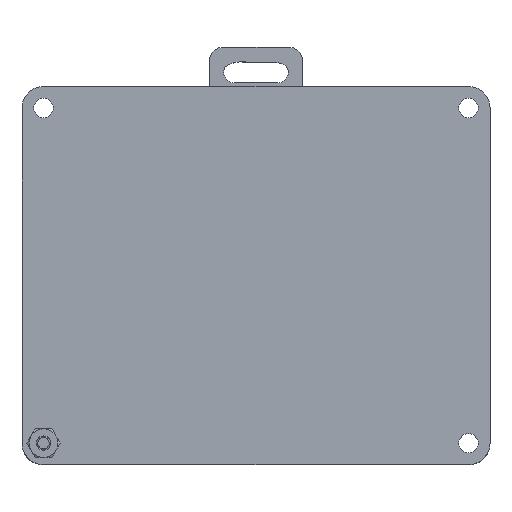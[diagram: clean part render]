
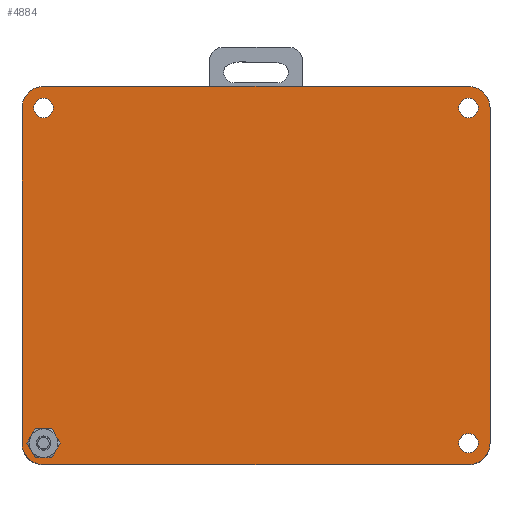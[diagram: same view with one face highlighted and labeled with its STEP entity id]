
A CAD part, top view. The second image highlights one B-rep face of the part: STEP entity #4884.
In plain terms, the highlighted planar face has unit normal (0, 0, 1).
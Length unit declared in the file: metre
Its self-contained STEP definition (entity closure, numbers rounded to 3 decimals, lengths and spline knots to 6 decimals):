
#477=LINE('',#7875,#972);
#481=LINE('',#7885,#976);
#487=LINE('',#7898,#982);
#490=LINE('',#7906,#985);
#972=VECTOR('',#6387,1.);
#976=VECTOR('',#6397,1.);
#982=VECTOR('',#6409,1.);
#985=VECTOR('',#6418,1.);
#2052=ORIENTED_EDGE('',*,*,#2974,.T.);
#2053=ORIENTED_EDGE('',*,*,#2973,.F.);
#2054=ORIENTED_EDGE('',*,*,#2972,.T.);
#2055=ORIENTED_EDGE('',*,*,#2971,.F.);
#2056=ORIENTED_EDGE('',*,*,#2951,.F.);
#2057=ORIENTED_EDGE('',*,*,#2954,.T.);
#2058=ORIENTED_EDGE('',*,*,#2956,.T.);
#2059=ORIENTED_EDGE('',*,*,#2958,.T.);
#2060=ORIENTED_EDGE('',*,*,#2963,.T.);
#2061=ORIENTED_EDGE('',*,*,#2965,.T.);
#2062=ORIENTED_EDGE('',*,*,#2967,.F.);
#2063=ORIENTED_EDGE('',*,*,#2975,.T.);
#2951=EDGE_CURVE('',#3499,#3500,#477,.T.);
#2954=EDGE_CURVE('',#3499,#3501,#3756,.T.);
#2956=EDGE_CURVE('',#3501,#3502,#481,.T.);
#2958=EDGE_CURVE('',#3502,#3503,#3757,.T.);
#2963=EDGE_CURVE('',#3503,#3506,#487,.T.);
#2965=EDGE_CURVE('',#3506,#3507,#3758,.T.);
#2967=EDGE_CURVE('',#3508,#3507,#490,.T.);
#2971=EDGE_CURVE('',#3511,#3511,#3759,.T.);
#2972=EDGE_CURVE('',#3512,#3512,#3760,.T.);
#2973=EDGE_CURVE('',#3513,#3513,#3761,.T.);
#2974=EDGE_CURVE('',#3514,#3514,#3762,.T.);
#2975=EDGE_CURVE('',#3508,#3500,#3763,.T.);
#3499=VERTEX_POINT('',#7874);
#3500=VERTEX_POINT('',#7876);
#3501=VERTEX_POINT('',#7880);
#3502=VERTEX_POINT('',#7884);
#3503=VERTEX_POINT('',#7888);
#3506=VERTEX_POINT('',#7897);
#3507=VERTEX_POINT('',#7901);
#3508=VERTEX_POINT('',#7905);
#3511=VERTEX_POINT('',#7914);
#3512=VERTEX_POINT('',#7917);
#3513=VERTEX_POINT('',#7920);
#3514=VERTEX_POINT('',#7923);
#3756=CIRCLE('',#5342,0.003);
#3757=CIRCLE('',#5345,0.003);
#3758=CIRCLE('',#5348,0.003);
#3759=CIRCLE('',#5351,0.00135);
#3760=CIRCLE('',#5353,0.00135);
#3761=CIRCLE('',#5355,0.00135);
#3762=CIRCLE('',#5357,0.00135);
#3763=CIRCLE('',#5359,0.003);
#4045=EDGE_LOOP('',(#2052));
#4046=EDGE_LOOP('',(#2053));
#4047=EDGE_LOOP('',(#2054));
#4048=EDGE_LOOP('',(#2055));
#4049=EDGE_LOOP('',(#2056,#2057,#2058,#2059,#2060,#2061,#2062,#2063));
#4396=FACE_BOUND('',#4045,.T.);
#4397=FACE_BOUND('',#4046,.T.);
#4398=FACE_BOUND('',#4047,.T.);
#4399=FACE_BOUND('',#4048,.T.);
#4400=FACE_BOUND('',#4049,.T.);
#4627=PLANE('',#5360);
#4884=ADVANCED_FACE('',(#4396,#4397,#4398,#4399,#4400),#4627,.T.);
#5342=AXIS2_PLACEMENT_3D('',#7881,#6392,#6393);
#5345=AXIS2_PLACEMENT_3D('',#7889,#6401,#6402);
#5348=AXIS2_PLACEMENT_3D('',#7902,#6413,#6414);
#5351=AXIS2_PLACEMENT_3D('',#7913,#6424,#6425);
#5353=AXIS2_PLACEMENT_3D('',#7916,#6428,#6429);
#5355=AXIS2_PLACEMENT_3D('',#7919,#6432,#6433);
#5357=AXIS2_PLACEMENT_3D('',#7922,#6436,#6437);
#5359=AXIS2_PLACEMENT_3D('',#7925,#6440,#6441);
#5360=AXIS2_PLACEMENT_3D('',#7926,#6442,#6443);
#6387=DIRECTION('',(0.,-1.,0.));
#6392=DIRECTION('',(0.,0.,1.));
#6393=DIRECTION('',(1.,0.,0.));
#6397=DIRECTION('',(-1.,0.,0.));
#6401=DIRECTION('',(0.,0.,1.));
#6402=DIRECTION('',(1.,0.,0.));
#6409=DIRECTION('',(0.,-1.,0.));
#6413=DIRECTION('',(0.,0.,1.));
#6414=DIRECTION('',(1.,0.,0.));
#6418=DIRECTION('',(-1.,0.,0.));
#6424=DIRECTION('',(0.,0.,1.));
#6425=DIRECTION('',(1.,0.,0.));
#6428=DIRECTION('',(0.,0.,-1.));
#6429=DIRECTION('',(1.,0.,0.));
#6432=DIRECTION('',(0.,0.,1.));
#6433=DIRECTION('',(1.,0.,0.));
#6436=DIRECTION('',(0.,0.,-1.));
#6437=DIRECTION('',(1.,0.,0.));
#6440=DIRECTION('',(0.,0.,1.));
#6441=DIRECTION('',(1.,0.,0.));
#6442=DIRECTION('',(0.,0.,1.));
#6443=DIRECTION('',(1.,0.,0.));
#7874=CARTESIAN_POINT('',(0.0326,0.02335,0.00165));
#7875=CARTESIAN_POINT('',(0.0326,0.,0.00165));
#7876=CARTESIAN_POINT('',(0.0326,-0.02335,0.00165));
#7880=CARTESIAN_POINT('',(0.0296,0.02635,0.00165));
#7881=CARTESIAN_POINT('',(0.0296,0.02335,0.00165));
#7884=CARTESIAN_POINT('',(-0.0296,0.02635,0.00165));
#7885=CARTESIAN_POINT('',(0.,0.02635,0.00165));
#7888=CARTESIAN_POINT('',(-0.0326,0.02335,0.00165));
#7889=CARTESIAN_POINT('',(-0.0296,0.02335,0.00165));
#7897=CARTESIAN_POINT('',(-0.0326,-0.02335,0.00165));
#7898=CARTESIAN_POINT('',(-0.0326,0.,0.00165));
#7901=CARTESIAN_POINT('',(-0.0296,-0.02635,0.00165));
#7902=CARTESIAN_POINT('',(-0.0296,-0.02335,0.00165));
#7905=CARTESIAN_POINT('',(0.0296,-0.02635,0.00165));
#7906=CARTESIAN_POINT('',(0.,-0.02635,0.00165));
#7913=CARTESIAN_POINT('',(-0.0296,0.02335,0.00165));
#7914=CARTESIAN_POINT('',(-0.02825,0.02335,0.00165));
#7916=CARTESIAN_POINT('',(-0.0296,-0.02335,0.00165));
#7917=CARTESIAN_POINT('',(-0.02825,-0.02335,0.00165));
#7919=CARTESIAN_POINT('',(0.0296,-0.02335,0.00165));
#7920=CARTESIAN_POINT('',(0.03095,-0.02335,0.00165));
#7922=CARTESIAN_POINT('',(0.0296,0.02335,0.00165));
#7923=CARTESIAN_POINT('',(0.03095,0.02335,0.00165));
#7925=CARTESIAN_POINT('',(0.0296,-0.02335,0.00165));
#7926=CARTESIAN_POINT('',(0.045283,0.003191,0.00165));
